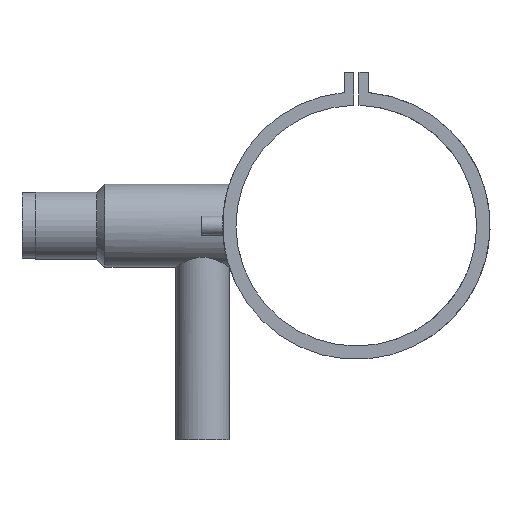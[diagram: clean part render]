
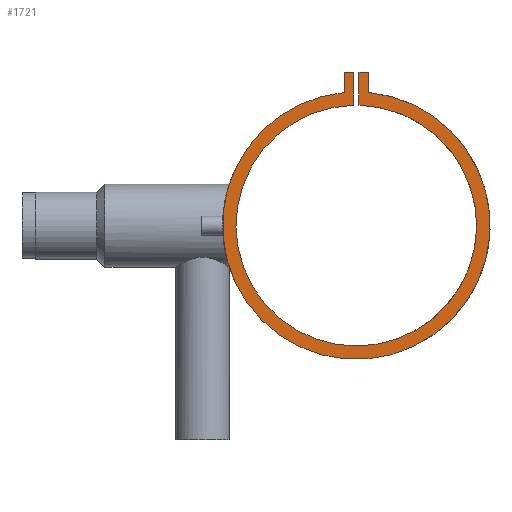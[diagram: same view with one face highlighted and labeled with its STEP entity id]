
A CAD part, left-side view. The second image highlights one B-rep face of the part: STEP entity #1721.
In plain terms, the highlighted planar face has unit normal (-1, 0, 0).
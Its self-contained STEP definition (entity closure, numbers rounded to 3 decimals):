
#3 = LINE ( 'NONE', #805, #1797 ) ;
#88 = VERTEX_POINT ( 'NONE', #1038 ) ;
#111 = VERTEX_POINT ( 'NONE', #2432 ) ;
#145 = EDGE_CURVE ( 'NONE', #1437, #1928, #1461, .T. ) ;
#190 = AXIS2_PLACEMENT_3D ( 'NONE', #335, #1138, #1936 ) ;
#191 = CIRCLE ( 'NONE', #190, 90. ) ;
#275 = VECTOR ( 'NONE', #1671, 1000. ) ;
#335 = CARTESIAN_POINT ( 'NONE',  ( -69., 0., 0. ) ) ;
#350 = VERTEX_POINT ( 'NONE', #1403 ) ;
#381 = CARTESIAN_POINT ( 'NONE',  ( -69., -9., 114.594 ) ) ;
#392 = CARTESIAN_POINT ( 'NONE',  ( -69., 0., 0. ) ) ;
#405 = AXIS2_PLACEMENT_3D ( 'NONE', #392, #1198, #1997 ) ;
#443 = VECTOR ( 'NONE', #1186, 1000. ) ;
#447 = AXIS2_PLACEMENT_3D ( 'NONE', #582, #1386, #2187 ) ;
#459 = DIRECTION ( 'NONE',  ( 0., 0., -1. ) ) ;
#470 = DIRECTION ( 'NONE',  ( 0., 0., 1. ) ) ;
#574 = VERTEX_POINT ( 'NONE', #2179 ) ;
#582 = CARTESIAN_POINT ( 'NONE',  ( -69., 0., 0. ) ) ;
#593 = CARTESIAN_POINT ( 'NONE',  ( -69., -2., 114.594 ) ) ;
#718 = ORIENTED_EDGE ( 'NONE', *, *, #1673, .F. ) ;
#759 = CARTESIAN_POINT ( 'NONE',  ( -69., -9., 99.594 ) ) ;
#805 = CARTESIAN_POINT ( 'NONE',  ( -69., -2., 114.594 ) ) ;
#870 = CARTESIAN_POINT ( 'NONE',  ( -69., 9., 114.594 ) ) ;
#925 = CARTESIAN_POINT ( 'NONE',  ( -69., 2., 89.978 ) ) ;
#979 = ORIENTED_EDGE ( 'NONE', *, *, #2207, .F. ) ;
#1038 = CARTESIAN_POINT ( 'NONE',  ( -69., 9., 99.594 ) ) ;
#1138 = DIRECTION ( 'NONE',  ( -1., 0., 0. ) ) ;
#1186 = DIRECTION ( 'NONE',  ( 0., 0., -1. ) ) ;
#1198 = DIRECTION ( 'NONE',  ( 1., 0., 0. ) ) ;
#1386 = DIRECTION ( 'NONE',  ( 1., 0., 0. ) ) ;
#1395 = FACE_OUTER_BOUND ( 'NONE', #1718, .T. ) ;
#1397 = DIRECTION ( 'NONE',  ( 0., -1., 0. ) ) ;
#1403 = CARTESIAN_POINT ( 'NONE',  ( -69., -2., 114.594 ) ) ;
#1437 = VERTEX_POINT ( 'NONE', #1717 ) ;
#1461 = LINE ( 'NONE', #2262, #2126 ) ;
#1473 = LINE ( 'NONE', #2273, #1873 ) ;
#1553 = VERTEX_POINT ( 'NONE', #759 ) ;
#1586 = CIRCLE ( 'NONE', #447, 100. ) ;
#1607 = DIRECTION ( 'NONE',  ( 0., 0., 1. ) ) ;
#1670 = ORIENTED_EDGE ( 'NONE', *, *, #2120, .F. ) ;
#1671 = DIRECTION ( 'NONE',  ( 0., -1., 0. ) ) ;
#1673 = EDGE_CURVE ( 'NONE', #2074, #1553, #2184, .T. ) ;
#1679 = LINE ( 'NONE', #870, #275 ) ;
#1717 = CARTESIAN_POINT ( 'NONE',  ( -69., 2., 114.594 ) ) ;
#1718 = EDGE_LOOP ( 'NONE', ( #1670, #718, #1846, #979, #2366, #2405, #1744, #2521 ) ) ;
#1721 = ADVANCED_FACE ( 'NONE', ( #1395 ), #2196, .F. ) ;
#1744 = ORIENTED_EDGE ( 'NONE', *, *, #1849, .F. ) ;
#1797 = VECTOR ( 'NONE', #1607, 1000. ) ;
#1846 = ORIENTED_EDGE ( 'NONE', *, *, #2177, .F. ) ;
#1849 = EDGE_CURVE ( 'NONE', #111, #1437, #1679, .T. ) ;
#1873 = VECTOR ( 'NONE', #470, 1000. ) ;
#1928 = VERTEX_POINT ( 'NONE', #925 ) ;
#1936 = DIRECTION ( 'NONE',  ( 0., 0., -1. ) ) ;
#1947 = EDGE_CURVE ( 'NONE', #1928, #574, #191, .T. ) ;
#1997 = DIRECTION ( 'NONE',  ( 0., 0., -1. ) ) ;
#2074 = VERTEX_POINT ( 'NONE', #2175 ) ;
#2120 = EDGE_CURVE ( 'NONE', #1553, #88, #1586, .T. ) ;
#2126 = VECTOR ( 'NONE', #459, 1000. ) ;
#2175 = CARTESIAN_POINT ( 'NONE',  ( -69., -9., 114.594 ) ) ;
#2177 = EDGE_CURVE ( 'NONE', #350, #2074, #2388, .T. ) ;
#2179 = CARTESIAN_POINT ( 'NONE',  ( -69., -2., 89.978 ) ) ;
#2184 = LINE ( 'NONE', #381, #443 ) ;
#2187 = DIRECTION ( 'NONE',  ( 0., 0., -1. ) ) ;
#2196 = PLANE ( 'NONE',  #405 ) ;
#2207 = EDGE_CURVE ( 'NONE', #574, #350, #3, .T. ) ;
#2262 = CARTESIAN_POINT ( 'NONE',  ( -69., 2., 114.594 ) ) ;
#2273 = CARTESIAN_POINT ( 'NONE',  ( -69., 9., 114.594 ) ) ;
#2348 = EDGE_CURVE ( 'NONE', #88, #111, #1473, .T. ) ;
#2366 = ORIENTED_EDGE ( 'NONE', *, *, #1947, .F. ) ;
#2388 = LINE ( 'NONE', #593, #2568 ) ;
#2405 = ORIENTED_EDGE ( 'NONE', *, *, #145, .F. ) ;
#2432 = CARTESIAN_POINT ( 'NONE',  ( -69., 9., 114.594 ) ) ;
#2521 = ORIENTED_EDGE ( 'NONE', *, *, #2348, .F. ) ;
#2568 = VECTOR ( 'NONE', #1397, 1000. ) ;
